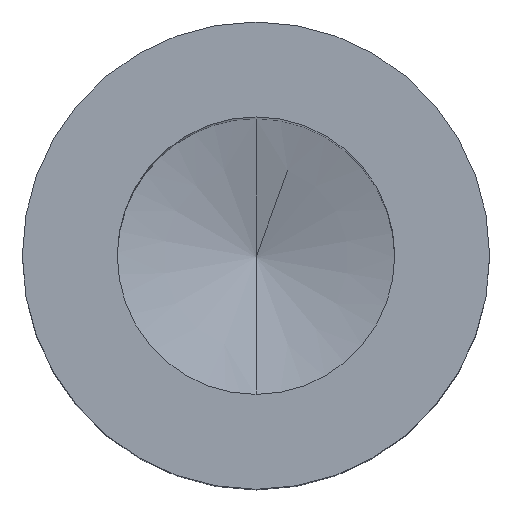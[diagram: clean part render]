
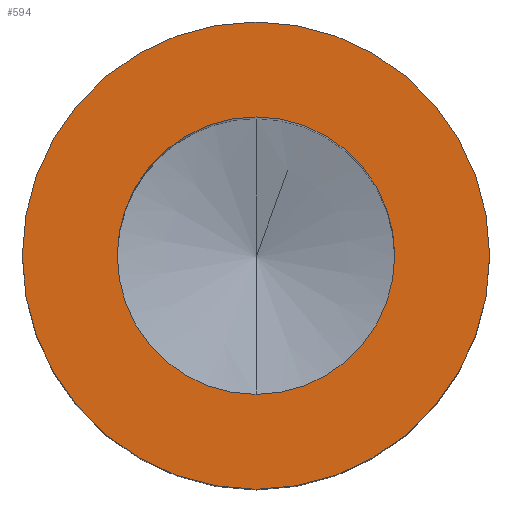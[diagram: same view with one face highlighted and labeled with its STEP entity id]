
A CAD part, top view. The second image highlights one B-rep face of the part: STEP entity #594.
In plain terms, the highlighted planar face has unit normal (0, 0, 1).
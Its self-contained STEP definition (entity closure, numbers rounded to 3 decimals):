
#533=AXIS2_PLACEMENT_3D('Circle Axis2P3D',#531,#532,$) ;
#557=AXIS2_PLACEMENT_3D('Circle Axis2P3D',#555,#556,$) ;
#570=AXIS2_PLACEMENT_3D('Plane Axis2P3D',#567,#568,#569) ;
#578=AXIS2_PLACEMENT_3D('Circle Axis2P3D',#576,#577,$) ;
#587=AXIS2_PLACEMENT_3D('Circle Axis2P3D',#585,#586,$) ;
#528=CARTESIAN_POINT('Vertex',(1.2,2.4,16.5)) ;
#531=CARTESIAN_POINT('Axis2P3D Location',(1.2,1.2,16.5)) ;
#535=CARTESIAN_POINT('Vertex',(1.2,0.,16.5)) ;
#555=CARTESIAN_POINT('Axis2P3D Location',(1.2,1.2,16.5)) ;
#567=CARTESIAN_POINT('Axis2P3D Location',(2.4,1.2,16.5)) ;
#576=CARTESIAN_POINT('Axis2P3D Location',(1.2,1.2,16.5)) ;
#580=CARTESIAN_POINT('Vertex',(1.2,0.488,16.5)) ;
#582=CARTESIAN_POINT('Vertex',(1.2,1.913,16.5)) ;
#585=CARTESIAN_POINT('Axis2P3D Location',(1.2,1.2,16.5)) ;
#532=DIRECTION('Axis2P3D Direction',(0.,0.,1.)) ;
#556=DIRECTION('Axis2P3D Direction',(0.,0.,1.)) ;
#568=DIRECTION('Axis2P3D Direction',(0.,0.,1.)) ;
#569=DIRECTION('Axis2P3D XDirection',(0.,-1.,0.)) ;
#577=DIRECTION('Axis2P3D Direction',(0.,0.,1.)) ;
#586=DIRECTION('Axis2P3D Direction',(0.,0.,1.)) ;
#573=ORIENTED_EDGE('',*,*,#537,.T.) ;
#574=ORIENTED_EDGE('',*,*,#559,.T.) ;
#591=ORIENTED_EDGE('',*,*,#584,.F.) ;
#592=ORIENTED_EDGE('',*,*,#589,.F.) ;
#593=FACE_BOUND('',#590,.T.) ;
#594=ADVANCED_FACE('Hauptkoerper',(#575,#593),#571,.T.) ;
#534=CIRCLE('generated circle',#533,1.2) ;
#558=CIRCLE('generated circle',#557,1.2) ;
#579=CIRCLE('generated circle',#578,0.713) ;
#588=CIRCLE('generated circle',#587,0.713) ;
#537=EDGE_CURVE('',#536,#529,#534,.T.) ;
#559=EDGE_CURVE('',#529,#536,#558,.T.) ;
#584=EDGE_CURVE('',#581,#583,#579,.T.) ;
#589=EDGE_CURVE('',#583,#581,#588,.T.) ;
#572=EDGE_LOOP('',(#573,#574)) ;
#590=EDGE_LOOP('',(#591,#592)) ;
#575=FACE_OUTER_BOUND('',#572,.T.) ;
#571=PLANE('',#570) ;
#529=VERTEX_POINT('',#528) ;
#536=VERTEX_POINT('',#535) ;
#581=VERTEX_POINT('',#580) ;
#583=VERTEX_POINT('',#582) ;
